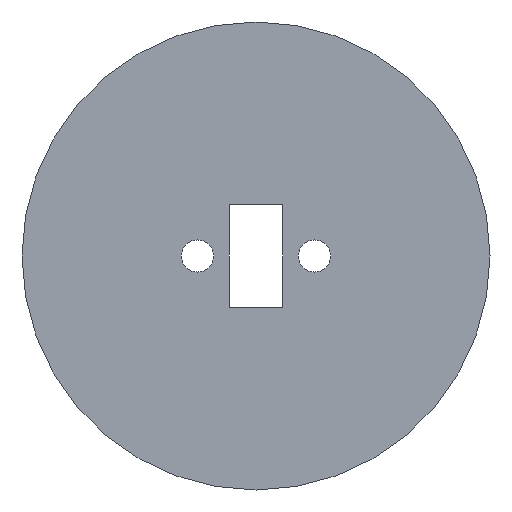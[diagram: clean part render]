
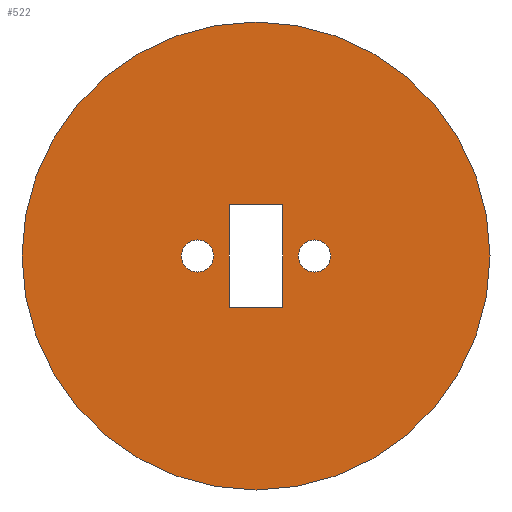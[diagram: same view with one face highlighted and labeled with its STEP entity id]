
A CAD part, front view. The second image highlights one B-rep face of the part: STEP entity #522.
In plain terms, the highlighted planar face has unit normal (0, -1, 0).
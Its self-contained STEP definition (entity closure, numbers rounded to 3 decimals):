
#4 = AXIS2_PLACEMENT_3D ( 'NONE', #83, #480, #86 ) ;
#11 = EDGE_CURVE ( 'NONE', #430, #70, #448, .T. ) ;
#27 = EDGE_LOOP ( 'NONE', ( #434, #110, #382, #282 ) ) ;
#42 = DIRECTION ( 'NONE',  ( 0., 0., 1. ) ) ;
#45 = VECTOR ( 'NONE', #510, 1000. ) ;
#49 = CARTESIAN_POINT ( 'NONE',  ( -6., 0., 0. ) ) ;
#54 = FACE_BOUND ( 'NONE', #216, .T. ) ;
#56 = EDGE_CURVE ( 'NONE', #74, #484, #331, .T. ) ;
#57 = CARTESIAN_POINT ( 'NONE',  ( 2.75, 0., -5.25 ) ) ;
#64 = VERTEX_POINT ( 'NONE', #272 ) ;
#69 = CARTESIAN_POINT ( 'NONE',  ( 2.75, 0., 5.25 ) ) ;
#70 = VERTEX_POINT ( 'NONE', #93 ) ;
#74 = VERTEX_POINT ( 'NONE', #544 ) ;
#81 = ORIENTED_EDGE ( 'NONE', *, *, #431, .T. ) ;
#83 = CARTESIAN_POINT ( 'NONE',  ( 6., 0., 0. ) ) ;
#86 = DIRECTION ( 'NONE',  ( 0., 0., 1. ) ) ;
#87 = VECTOR ( 'NONE', #472, 1000. ) ;
#90 = CARTESIAN_POINT ( 'NONE',  ( 6., 0., 1.65 ) ) ;
#93 = CARTESIAN_POINT ( 'NONE',  ( 0., 0., 24. ) ) ;
#94 = CARTESIAN_POINT ( 'NONE',  ( 2.75, 0., 5.25 ) ) ;
#109 = CARTESIAN_POINT ( 'NONE',  ( 2.75, 0., 5.25 ) ) ;
#110 = ORIENTED_EDGE ( 'NONE', *, *, #389, .T. ) ;
#117 = VERTEX_POINT ( 'NONE', #57 ) ;
#144 = VERTEX_POINT ( 'NONE', #354 ) ;
#161 = VERTEX_POINT ( 'NONE', #90 ) ;
#163 = ORIENTED_EDGE ( 'NONE', *, *, #11, .F. ) ;
#169 = DIRECTION ( 'NONE',  ( 0., 1., 0. ) ) ;
#170 = DIRECTION ( 'NONE',  ( 0., 1., 0. ) ) ;
#185 = DIRECTION ( 'NONE',  ( 0., 0., 1. ) ) ;
#186 = AXIS2_PLACEMENT_3D ( 'NONE', #372, #328, #330 ) ;
#193 = EDGE_LOOP ( 'NONE', ( #163, #473 ) ) ;
#209 = EDGE_CURVE ( 'NONE', #426, #161, #252, .T. ) ;
#216 = EDGE_LOOP ( 'NONE', ( #334, #429 ) ) ;
#217 = DIRECTION ( 'NONE',  ( -1., 0., 0. ) ) ;
#218 = EDGE_CURVE ( 'NONE', #161, #426, #281, .T. ) ;
#219 = FACE_OUTER_BOUND ( 'NONE', #193, .T. ) ;
#228 = FACE_BOUND ( 'NONE', #507, .T. ) ;
#252 = CIRCLE ( 'NONE', #461, 1.65 ) ;
#254 = CARTESIAN_POINT ( 'NONE',  ( 0., 0., 0. ) ) ;
#256 = LINE ( 'NONE', #435, #563 ) ;
#260 = DIRECTION ( 'NONE',  ( 0., 0., 1. ) ) ;
#269 = CARTESIAN_POINT ( 'NONE',  ( 6., 0., -1.65 ) ) ;
#272 = CARTESIAN_POINT ( 'NONE',  ( -2.75, 0., 5.25 ) ) ;
#276 = EDGE_CURVE ( 'NONE', #117, #144, #256, .T. ) ;
#281 = CIRCLE ( 'NONE', #4, 1.65 ) ;
#282 = ORIENTED_EDGE ( 'NONE', *, *, #276, .T. ) ;
#289 = LINE ( 'NONE', #69, #365 ) ;
#294 = EDGE_CURVE ( 'NONE', #476, #117, #340, .T. ) ;
#311 = AXIS2_PLACEMENT_3D ( 'NONE', #254, #567, #42 ) ;
#323 = DIRECTION ( 'NONE',  ( 0., 1., 0. ) ) ;
#324 = EDGE_CURVE ( 'NONE', #144, #64, #329, .T. ) ;
#328 = DIRECTION ( 'NONE',  ( 0., 1., 0. ) ) ;
#329 = LINE ( 'NONE', #521, #45 ) ;
#330 = DIRECTION ( 'NONE',  ( 0., 0., 1. ) ) ;
#331 = CIRCLE ( 'NONE', #186, 1.65 ) ;
#334 = ORIENTED_EDGE ( 'NONE', *, *, #209, .T. ) ;
#340 = LINE ( 'NONE', #109, #87 ) ;
#347 = CARTESIAN_POINT ( 'NONE',  ( 6., 0., 0. ) ) ;
#354 = CARTESIAN_POINT ( 'NONE',  ( -2.75, 0., -5.25 ) ) ;
#360 = CARTESIAN_POINT ( 'NONE',  ( 0., 0., -24. ) ) ;
#365 = VECTOR ( 'NONE', #508, 1000. ) ;
#368 = CARTESIAN_POINT ( 'NONE',  ( 0., 0., 0. ) ) ;
#372 = CARTESIAN_POINT ( 'NONE',  ( -6., 0., 0. ) ) ;
#382 = ORIENTED_EDGE ( 'NONE', *, *, #294, .T. ) ;
#387 = FACE_BOUND ( 'NONE', #27, .T. ) ;
#389 = EDGE_CURVE ( 'NONE', #64, #476, #289, .T. ) ;
#390 = PLANE ( 'NONE',  #311 ) ;
#398 = DIRECTION ( 'NONE',  ( 0., 1., 0. ) ) ;
#411 = CIRCLE ( 'NONE', #489, 1.65 ) ;
#426 = VERTEX_POINT ( 'NONE', #269 ) ;
#429 = ORIENTED_EDGE ( 'NONE', *, *, #218, .T. ) ;
#430 = VERTEX_POINT ( 'NONE', #360 ) ;
#431 = EDGE_CURVE ( 'NONE', #484, #74, #411, .T. ) ;
#434 = ORIENTED_EDGE ( 'NONE', *, *, #324, .T. ) ;
#435 = CARTESIAN_POINT ( 'NONE',  ( 2.75, 0., -5.25 ) ) ;
#445 = CARTESIAN_POINT ( 'NONE',  ( -6., 0., -1.65 ) ) ;
#448 = CIRCLE ( 'NONE', #523, 24. ) ;
#461 = AXIS2_PLACEMENT_3D ( 'NONE', #347, #169, #486 ) ;
#472 = DIRECTION ( 'NONE',  ( 0., 0., -1. ) ) ;
#473 = ORIENTED_EDGE ( 'NONE', *, *, #565, .F. ) ;
#476 = VERTEX_POINT ( 'NONE', #94 ) ;
#480 = DIRECTION ( 'NONE',  ( 0., 1., 0. ) ) ;
#484 = VERTEX_POINT ( 'NONE', #445 ) ;
#486 = DIRECTION ( 'NONE',  ( 0., 0., 1. ) ) ;
#489 = AXIS2_PLACEMENT_3D ( 'NONE', #49, #398, #185 ) ;
#504 = DIRECTION ( 'NONE',  ( 0., 0., 1. ) ) ;
#506 = AXIS2_PLACEMENT_3D ( 'NONE', #526, #170, #260 ) ;
#507 = EDGE_LOOP ( 'NONE', ( #81, #549 ) ) ;
#508 = DIRECTION ( 'NONE',  ( 1., 0., 0. ) ) ;
#510 = DIRECTION ( 'NONE',  ( 0., 0., 1. ) ) ;
#521 = CARTESIAN_POINT ( 'NONE',  ( -2.75, 0., 5.25 ) ) ;
#522 = ADVANCED_FACE ( 'NONE', ( #54, #228, #219, #387 ), #390, .F. ) ;
#523 = AXIS2_PLACEMENT_3D ( 'NONE', #368, #323, #504 ) ;
#526 = CARTESIAN_POINT ( 'NONE',  ( 0., 0., 0. ) ) ;
#544 = CARTESIAN_POINT ( 'NONE',  ( -6., 0., 1.65 ) ) ;
#545 = CIRCLE ( 'NONE', #506, 24. ) ;
#549 = ORIENTED_EDGE ( 'NONE', *, *, #56, .T. ) ;
#563 = VECTOR ( 'NONE', #217, 1000. ) ;
#565 = EDGE_CURVE ( 'NONE', #70, #430, #545, .T. ) ;
#567 = DIRECTION ( 'NONE',  ( 0., 1., 0. ) ) ;
